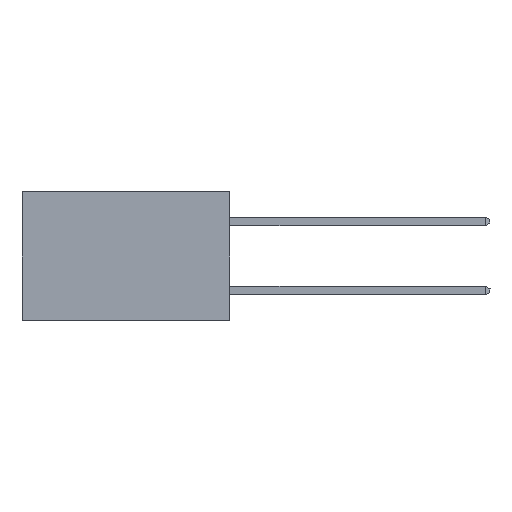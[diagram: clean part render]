
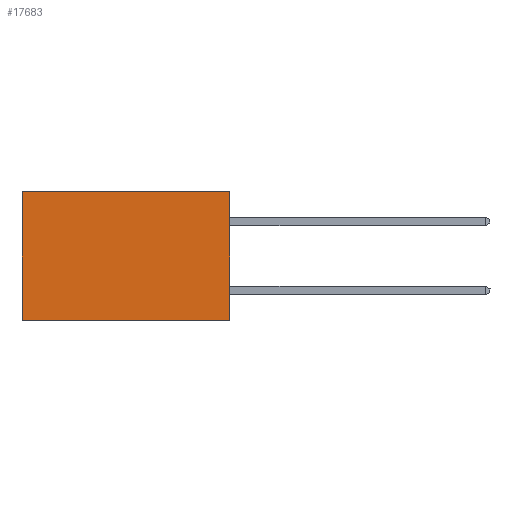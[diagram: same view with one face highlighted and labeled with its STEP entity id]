
A CAD part, left-side view. The second image highlights one B-rep face of the part: STEP entity #17683.
In plain terms, the highlighted planar face has unit normal (-1, 0, 0).
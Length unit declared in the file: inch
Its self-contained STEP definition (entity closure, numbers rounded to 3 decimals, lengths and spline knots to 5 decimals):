
#1724 = LINE ( 'NONE', #10771, #11874 ) ;
#2193 = DIRECTION ( 'NONE',  ( 0., 1., 0. ) ) ;
#2459 = ORIENTED_EDGE ( 'NONE', *, *, #5959, .T. ) ;
#2945 = VECTOR ( 'NONE', #15553, 39.37008 ) ;
#4791 = PLANE ( 'NONE',  #22564 ) ;
#5959 = EDGE_CURVE ( 'NONE', #6219, #6664, #20481, .T. ) ;
#6198 = ORIENTED_EDGE ( 'NONE', *, *, #12381, .F. ) ;
#6219 = VERTEX_POINT ( 'NONE', #19156 ) ;
#6433 = VECTOR ( 'NONE', #15650, 39.37008 ) ;
#6561 = CARTESIAN_POINT ( 'NONE',  ( 0.2615, 0., -0.37 ) ) ;
#6664 = VERTEX_POINT ( 'NONE', #15088 ) ;
#6824 = ORIENTED_EDGE ( 'NONE', *, *, #9566, .F. ) ;
#8265 = LINE ( 'NONE', #13776, #2945 ) ;
#8377 = DIRECTION ( 'NONE',  ( 1., 0., 0. ) ) ;
#9503 = CARTESIAN_POINT ( 'NONE',  ( 0.2615, 0., 0. ) ) ;
#9566 = EDGE_CURVE ( 'NONE', #6219, #16471, #8265, .T. ) ;
#10771 = CARTESIAN_POINT ( 'NONE',  ( 0.2615, 0.6, -0.37 ) ) ;
#11100 = VECTOR ( 'NONE', #2193, 39.37008 ) ;
#11874 = VECTOR ( 'NONE', #12621, 39.37008 ) ;
#12381 = EDGE_CURVE ( 'NONE', #16471, #20819, #16531, .T. ) ;
#12621 = DIRECTION ( 'NONE',  ( 0., 0., -1. ) ) ;
#13776 = CARTESIAN_POINT ( 'NONE',  ( 0.2615, 0., -0.37 ) ) ;
#13798 = CARTESIAN_POINT ( 'NONE',  ( 0.2615, 0., -0.37 ) ) ;
#15088 = CARTESIAN_POINT ( 'NONE',  ( 0.2615, 0.6, 0. ) ) ;
#15553 = DIRECTION ( 'NONE',  ( 0., 0., -1. ) ) ;
#15650 = DIRECTION ( 'NONE',  ( 0., 1., 0. ) ) ;
#16471 = VERTEX_POINT ( 'NONE', #21314 ) ;
#16531 = LINE ( 'NONE', #13798, #6433 ) ;
#17683 = ADVANCED_FACE ( 'NONE', ( #19922 ), #4791, .F. ) ;
#18980 = EDGE_LOOP ( 'NONE', ( #22931, #6198, #6824, #2459 ) ) ;
#19156 = CARTESIAN_POINT ( 'NONE',  ( 0.2615, 0., 0. ) ) ;
#19194 = EDGE_CURVE ( 'NONE', #6664, #20819, #1724, .T. ) ;
#19922 = FACE_OUTER_BOUND ( 'NONE', #18980, .T. ) ;
#20481 = LINE ( 'NONE', #9503, #11100 ) ;
#20801 = DIRECTION ( 'NONE',  ( 0., 0., -1. ) ) ;
#20819 = VERTEX_POINT ( 'NONE', #22268 ) ;
#21314 = CARTESIAN_POINT ( 'NONE',  ( 0.2615, 0., -0.37 ) ) ;
#22268 = CARTESIAN_POINT ( 'NONE',  ( 0.2615, 0.6, -0.37 ) ) ;
#22564 = AXIS2_PLACEMENT_3D ( 'NONE', #6561, #8377, #20801 ) ;
#22931 = ORIENTED_EDGE ( 'NONE', *, *, #19194, .T. ) ;
